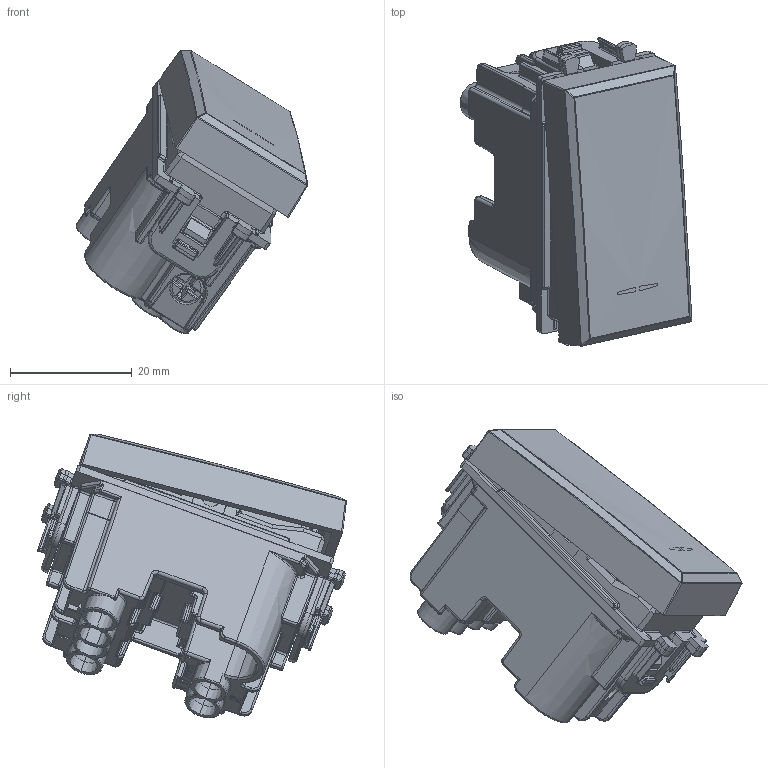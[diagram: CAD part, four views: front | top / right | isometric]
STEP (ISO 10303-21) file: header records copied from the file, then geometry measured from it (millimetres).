
FILE_DESCRIPTION(('CATIA V5 STEP Exchange'),'2;1');
FILE_NAME('445025.stp','2024-02-15T13:00:43+00:00',('none'),('none'),'CATIA Version 5-6 Release 2016 SP6','CATIA V5 STEP AP203','none');
FILE_SCHEMA(('CONFIG_CONTROL_DESIGN'));
Length unit declared in the file: millimetre
Products named in the file (1): 445025
Assembly tree (13 placements, depth 2):
  445025
    #57
    #55057
    #110062
    #142265
    #171442
    #174012  x2
    #175667  x3
    #177580  x3
Bounding box: 38.16 x 50.84 x 46.7 mm (x, y, z)
Volume: 14412.1 mm3; surface area: 23257 mm2
Topology: 16 solids, 16 shells, 4899 faces, 12849 edges, 7755 vertices
Faces by surface type: plane 2077, cylinder 1568, bspline 669, sphere 217, cone 193, torus 137, extrusion 34, revolution 4
Entity records: 178453 total; most frequent: CARTESIAN_POINT 78568, ORIENTED_EDGE 23982, DIRECTION 14726, EDGE_CURVE 11991, VERTEX_POINT 7365, VECTOR 6265, LINE 6231, AXIS2_PLACEMENT_3D 5060
